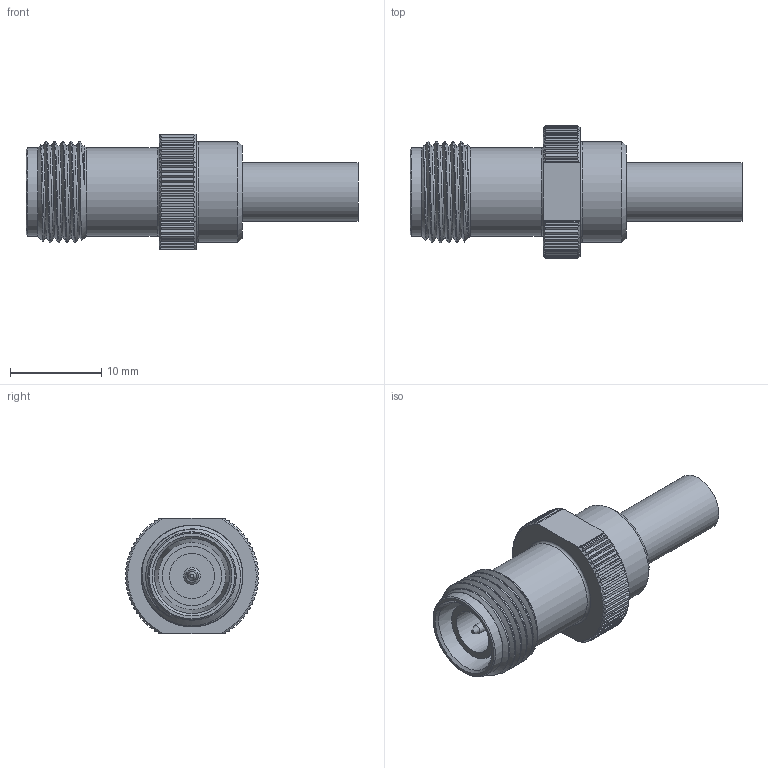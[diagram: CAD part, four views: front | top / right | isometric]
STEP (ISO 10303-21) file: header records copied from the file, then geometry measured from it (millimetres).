
FILE_DESCRIPTION (( 'STEP AP203' ), '1' );
FILE_NAME ('PE4686_3D.step', '2021-10-04T14:49:58', ( '' ), ( '' ), 'SwSTEP 2.0', 'SolidWorks 2021', '' );
FILE_SCHEMA (( 'CONFIG_CONTROL_DESIGN' ));
Length unit declared in the file: inch
Products named in the file (1): PE4686_3D
Bounding box: 36.37 x 14.56 x 12.7 mm (x, y, z)
Volume: 2114.8 mm3; surface area: 2426.5 mm2
Topology: 2 solids, 2 shells, 340 faces, 741 edges, 415 vertices
Faces by surface type: plane 136, cone 131, cylinder 68, bspline 3, torus 2
Full cylindrical faces by diameter (mm): 1.346 x1, 1.854 x1, 3.2 x1, 4.5 x1, 4.953 x1, 5.4 x1, 6.4 x1, 6.477 x1, 9.652 x2, 10.982 x1
Entity records: 10908 total; most frequent: CARTESIAN_POINT 3987, ORIENTED_EDGE 1416, DIRECTION 1392, EDGE_CURVE 708, AXIS2_PLACEMENT_3D 605, VERTEX_POINT 406, EDGE_LOOP 374, FACE_OUTER_BOUND 352
